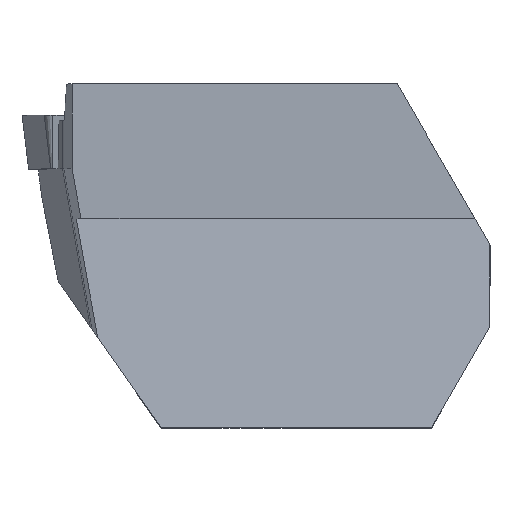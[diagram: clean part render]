
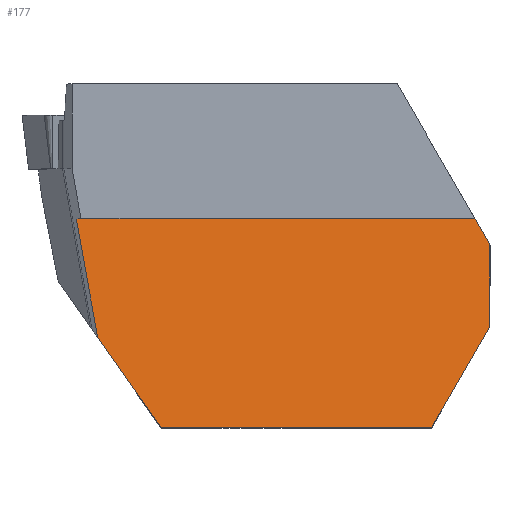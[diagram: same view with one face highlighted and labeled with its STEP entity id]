
A CAD part, top view. The second image highlights one B-rep face of the part: STEP entity #177.
In plain terms, the highlighted planar face has unit normal (0, 0.139, 0.99).
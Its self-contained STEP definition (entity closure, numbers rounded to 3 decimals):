
#177=ADVANCED_FACE('',(#262),#228,.T.);
#228=PLANE('',#1079);
#262=FACE_OUTER_BOUND('',#303,.T.);
#303=EDGE_LOOP('',(#589,#590,#591,#592,#593,#594,#595));
#385=LINE('',#1510,#474);
#390=LINE('',#1522,#479);
#391=LINE('',#1524,#480);
#392=LINE('',#1527,#481);
#393=LINE('',#1528,#482);
#394=LINE('',#1530,#483);
#395=LINE('',#1532,#484);
#474=VECTOR('',#1213,1.);
#479=VECTOR('',#1222,1.);
#480=VECTOR('',#1225,1.);
#481=VECTOR('',#1226,1.);
#482=VECTOR('',#1227,1.);
#483=VECTOR('',#1228,1.);
#484=VECTOR('',#1229,1.);
#589=ORIENTED_EDGE('',*,*,#914,.F.);
#590=ORIENTED_EDGE('',*,*,#915,.F.);
#591=ORIENTED_EDGE('',*,*,#907,.F.);
#592=ORIENTED_EDGE('',*,*,#913,.T.);
#593=ORIENTED_EDGE('',*,*,#916,.T.);
#594=ORIENTED_EDGE('',*,*,#917,.F.);
#595=ORIENTED_EDGE('',*,*,#918,.T.);
#814=VERTEX_POINT('',#1509);
#815=VERTEX_POINT('',#1511);
#819=VERTEX_POINT('',#1521);
#820=VERTEX_POINT('',#1525);
#821=VERTEX_POINT('',#1526);
#822=VERTEX_POINT('',#1529);
#823=VERTEX_POINT('',#1531);
#907=EDGE_CURVE('',#814,#815,#385,.T.);
#913=EDGE_CURVE('',#814,#819,#390,.T.);
#914=EDGE_CURVE('',#820,#821,#391,.T.);
#915=EDGE_CURVE('',#815,#820,#392,.T.);
#916=EDGE_CURVE('',#819,#822,#393,.T.);
#917=EDGE_CURVE('',#823,#822,#394,.T.);
#918=EDGE_CURVE('',#823,#821,#395,.T.);
#1079=AXIS2_PLACEMENT_3D('',#1533,#1230,#1231);
#1213=DIRECTION('',(-0.57,0.814,-0.114));
#1222=DIRECTION('',(1.,0.,0.));
#1225=DIRECTION('',(1.,0.,0.));
#1226=DIRECTION('',(-0.177,0.975,-0.137));
#1227=DIRECTION('',(0.496,0.86,-0.121));
#1228=DIRECTION('',(0.,-0.99,0.139));
#1229=DIRECTION('',(-0.496,0.86,-0.121));
#1230=DIRECTION('',(0.,0.139,0.99));
#1231=DIRECTION('',(0.,-0.99,0.139));
#1509=CARTESIAN_POINT('',(-15.468,-12.9,1.307));
#1510=CARTESIAN_POINT('',(-18.232,-8.953,0.752));
#1511=CARTESIAN_POINT('',(-18.288,-8.874,0.741));
#1521=CARTESIAN_POINT('',(-3.452,-12.9,1.307));
#1522=CARTESIAN_POINT('',(-10.436,-12.9,1.307));
#1524=CARTESIAN_POINT('',(-10.436,-3.6,0.));
#1525=CARTESIAN_POINT('',(-19.243,-3.6,0.));
#1526=CARTESIAN_POINT('',(-1.522,-3.6,0.));
#1527=CARTESIAN_POINT('',(-18.968,-5.117,0.213));
#1528=CARTESIAN_POINT('',(-2.582,-11.393,1.095));
#1529=CARTESIAN_POINT('',(-0.85,-8.393,0.674));
#1530=CARTESIAN_POINT('',(-0.85,-3.6,0.));
#1531=CARTESIAN_POINT('',(-0.85,-4.763,0.163));
#1532=CARTESIAN_POINT('',(-3.718,0.204,-0.535));
#1533=CARTESIAN_POINT('',(-10.436,-3.6,0.));
